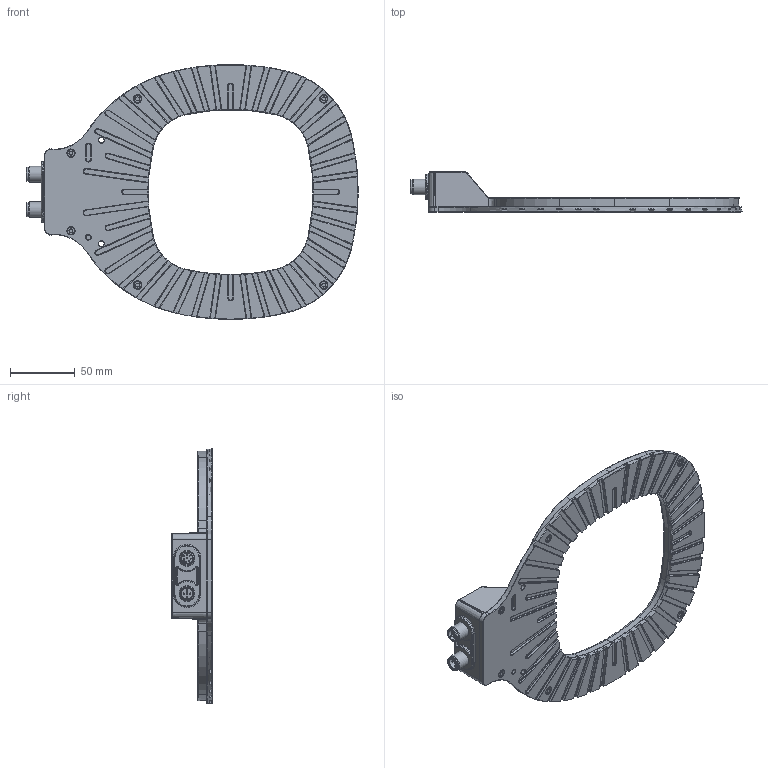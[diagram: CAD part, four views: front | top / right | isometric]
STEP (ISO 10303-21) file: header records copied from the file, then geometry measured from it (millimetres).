
FILE_DESCRIPTION (( 'STEP AP203' ), '1' );
FILE_NAME ('OPT2426 and OPT2427.STEP', '2023-03-07T14:11:54', ( '' ), ( '' ), 'SwSTEP 2.0', 'SolidWorks 2021', '' );
FILE_SCHEMA (( 'CONFIG_CONTROL_DESIGN' ));
Products named in the file (1): OPT2426 and OPT2427
Bounding box: 256.72 x 31 x 196.96 mm (x, y, z)
Volume: 274476.3 mm3; surface area: 70847.2 mm2
Topology: 1 solids, 7 shells, 1948 faces, 4778 edges, 2695 vertices
Faces by surface type: cylinder 569, plane 422, bspline 409, torus 324, sphere 147, cone 77
Full cylindrical faces by diameter (mm): 1 x5, 12.192 x2
Entity records: 71030 total; most frequent: CARTESIAN_POINT 28902, ORIENTED_EDGE 8976, DIRECTION 8649, EDGE_CURVE 4488, AXIS2_PLACEMENT_3D 3527, VERTEX_POINT 2650, EDGE_LOOP 2062, CIRCLE 1987
